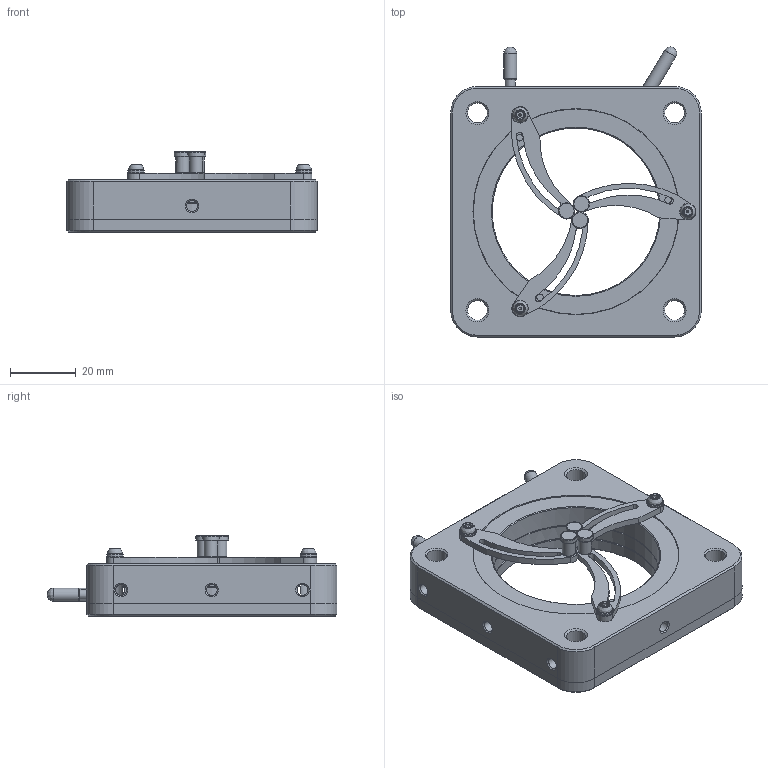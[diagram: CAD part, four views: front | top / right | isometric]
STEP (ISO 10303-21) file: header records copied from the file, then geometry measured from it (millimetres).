
FILE_DESCRIPTION (( 'STEP AP203' ), '1' );
FILE_NAME ('530150.STEP', '2025-05-07T03:59:38', ( 'Windows User' ), ( 'P R C' ), 'SwSTEP 2.0', 'SolidWorks 2020', '' );
FILE_SCHEMA (( 'CONFIG_CONTROL_DESIGN' ));
Length unit declared in the file: millimetre
Products named in the file (1): 530150
Bounding box: 76.2 x 88.21 x 24.4 mm (x, y, z)
Surface area: 26941.4 mm2 (no closed solid volume)
Topology: 0 solids, 26 shells, 247 faces, 738 edges, 524 vertices
Faces by surface type: plane 105, cylinder 72, cone 49, bspline 21
Full cylindrical faces by diameter (mm): 2 x3, 3 x1, 3.3 x5, 3.4 x3, 4 x5, 5 x6, 6 x8, 6.5 x4, 51 x3, 62.5 x1, 62.7 x1
Entity records: 13696 total; most frequent: CARTESIAN_POINT 7844, DIRECTION 1073, ORIENTED_EDGE 1023, EDGE_CURVE 597, VERTEX_POINT 477, AXIS2_PLACEMENT_3D 435, EDGE_LOOP 434, FACE_OUTER_BOUND 302
